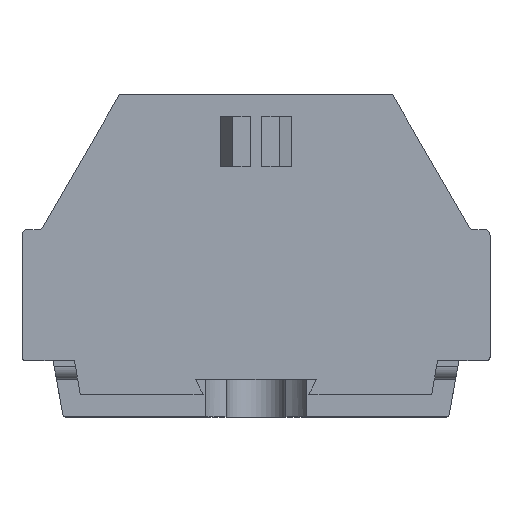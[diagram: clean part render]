
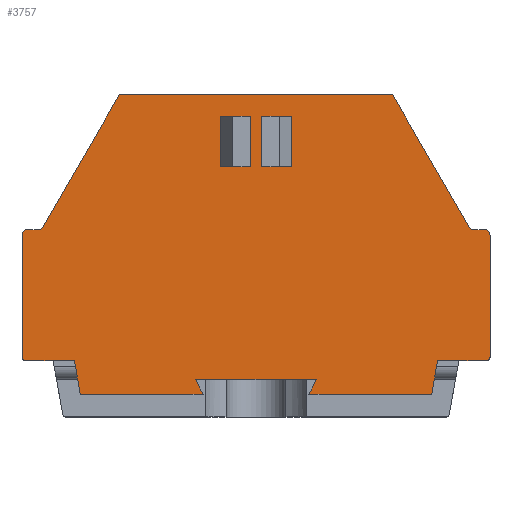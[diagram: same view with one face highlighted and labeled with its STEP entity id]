
A CAD part, top view. The second image highlights one B-rep face of the part: STEP entity #3757.
In plain terms, the highlighted planar face has unit normal (0, 0, 1).
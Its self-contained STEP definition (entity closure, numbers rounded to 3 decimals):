
#561=DIRECTION('',(1.,0.,0.));
#562=VECTOR('',#561,1.35);
#563=CARTESIAN_POINT('',(-1.85,13.35,5.));
#564=LINE('',#563,#562);
#565=DIRECTION('',(0.,1.,0.));
#566=VECTOR('',#565,2.7);
#567=CARTESIAN_POINT('',(-0.5,13.35,5.));
#568=LINE('',#567,#566);
#569=DIRECTION('',(1.,0.,0.));
#570=VECTOR('',#569,1.35);
#571=CARTESIAN_POINT('',(-1.85,16.05,5.));
#572=LINE('',#571,#570);
#573=DIRECTION('',(0.,1.,0.));
#574=VECTOR('',#573,2.7);
#575=CARTESIAN_POINT('',(-1.85,13.35,5.));
#576=LINE('',#575,#574);
#577=DIRECTION('',(1.,0.,0.));
#578=VECTOR('',#577,1.35);
#579=CARTESIAN_POINT('',(0.5,13.35,5.));
#580=LINE('',#579,#578);
#581=DIRECTION('',(0.,1.,0.));
#582=VECTOR('',#581,2.7);
#583=CARTESIAN_POINT('',(1.85,13.35,5.));
#584=LINE('',#583,#582);
#585=DIRECTION('',(1.,0.,0.));
#586=VECTOR('',#585,1.35);
#587=CARTESIAN_POINT('',(0.5,16.05,5.));
#588=LINE('',#587,#586);
#589=DIRECTION('',(0.,1.,0.));
#590=VECTOR('',#589,2.7);
#591=CARTESIAN_POINT('',(0.5,13.35,5.));
#592=LINE('',#591,#590);
#593=DIRECTION('',(0.438,0.899,0.));
#594=VECTOR('',#593,0.89);
#595=CARTESIAN_POINT('',(2.828,1.2,5.));
#596=LINE('',#595,#594);
#597=DIRECTION('',(1.,0.,0.));
#598=VECTOR('',#597,6.437);
#599=CARTESIAN_POINT('',(-3.218,2.,5.));
#600=LINE('',#599,#598);
#601=DIRECTION('',(0.438,-0.899,0.));
#602=VECTOR('',#601,0.89);
#603=CARTESIAN_POINT('',(-3.218,2.,5.));
#604=LINE('',#603,#602);
#605=DIRECTION('',(-1.,0.,0.));
#606=VECTOR('',#605,6.554);
#607=CARTESIAN_POINT('',(-2.828,1.2,5.));
#608=LINE('',#607,#606);
#609=DIRECTION('',(-0.174,0.985,0.));
#610=VECTOR('',#609,1.828);
#611=CARTESIAN_POINT('',(-9.383,1.2,5.));
#612=LINE('',#611,#610);
#613=CARTESIAN_POINT('',(-12.3,3.2,5.));
#614=DIRECTION('',(0.,0.,1.));
#615=DIRECTION('',(-1.,0.,0.));
#616=AXIS2_PLACEMENT_3D('',#613,#614,#615);
#618=DIRECTION('',(0.,-1.,0.));
#619=VECTOR('',#618,6.5);
#620=CARTESIAN_POINT('',(-12.5,9.7,5.));
#621=LINE('',#620,#619);
#622=CARTESIAN_POINT('',(-12.2,9.7,5.));
#623=DIRECTION('',(0.,0.,1.));
#624=DIRECTION('',(0.,1.,0.));
#625=AXIS2_PLACEMENT_3D('',#622,#623,#624);
#627=DIRECTION('',(-1.,0.,0.));
#628=VECTOR('',#627,0.57);
#629=CARTESIAN_POINT('',(-11.63,10.,5.));
#630=LINE('',#629,#628);
#631=CARTESIAN_POINT('',(-11.63,10.3,5.));
#632=DIRECTION('',(0.,0.,-1.));
#633=DIRECTION('',(0.866,-0.5,0.));
#634=AXIS2_PLACEMENT_3D('',#631,#632,#633);
#636=DIRECTION('',(0.5,0.866,0.));
#637=VECTOR('',#636,8.141);
#638=CARTESIAN_POINT('',(-11.37,10.15,5.));
#639=LINE('',#638,#637);
#640=DIRECTION('',(-1.,0.,0.));
#641=VECTOR('',#640,14.6);
#642=CARTESIAN_POINT('',(7.3,17.2,5.));
#643=LINE('',#642,#641);
#644=DIRECTION('',(0.5,-0.866,0.));
#645=VECTOR('',#644,8.141);
#646=CARTESIAN_POINT('',(7.3,17.2,5.));
#647=LINE('',#646,#645);
#648=CARTESIAN_POINT('',(11.63,10.3,5.));
#649=DIRECTION('',(0.,0.,-1.));
#650=DIRECTION('',(0.,-1.,0.));
#651=AXIS2_PLACEMENT_3D('',#648,#649,#650);
#653=DIRECTION('',(-1.,0.,0.));
#654=VECTOR('',#653,0.57);
#655=CARTESIAN_POINT('',(12.2,10.,5.));
#656=LINE('',#655,#654);
#657=CARTESIAN_POINT('',(12.2,9.7,5.));
#658=DIRECTION('',(0.,0.,1.));
#659=DIRECTION('',(1.,0.,0.));
#660=AXIS2_PLACEMENT_3D('',#657,#658,#659);
#662=DIRECTION('',(0.,1.,0.));
#663=VECTOR('',#662,6.5);
#664=CARTESIAN_POINT('',(12.5,3.2,5.));
#665=LINE('',#664,#663);
#666=CARTESIAN_POINT('',(12.3,3.2,5.));
#667=DIRECTION('',(0.,0.,1.));
#668=DIRECTION('',(0.,-1.,0.));
#669=AXIS2_PLACEMENT_3D('',#666,#667,#668);
#671=DIRECTION('',(-0.174,-0.985,0.));
#672=VECTOR('',#671,1.828);
#673=CARTESIAN_POINT('',(9.7,3.,5.));
#674=LINE('',#673,#672);
#675=DIRECTION('',(-1.,0.,0.));
#676=VECTOR('',#675,6.554);
#677=CARTESIAN_POINT('',(9.383,1.2,5.));
#678=LINE('',#677,#676);
#1271=DIRECTION('',(1.,0.,0.));
#1272=VECTOR('',#1271,2.6);
#1273=CARTESIAN_POINT('',(9.7,3.,5.));
#1274=LINE('',#1273,#1272);
#1307=DIRECTION('',(1.,0.,0.));
#1308=VECTOR('',#1307,2.6);
#1309=CARTESIAN_POINT('',(-12.3,3.,5.));
#1310=LINE('',#1309,#1308);
#2333=CARTESIAN_POINT('',(-11.37,10.15,5.));
#2334=CARTESIAN_POINT('',(-11.63,10.,5.));
#2335=VERTEX_POINT('',#2333);
#2336=VERTEX_POINT('',#2334);
#2337=CARTESIAN_POINT('',(-12.2,10.,5.));
#2338=VERTEX_POINT('',#2337);
#2339=CARTESIAN_POINT('',(-12.5,9.7,5.));
#2340=VERTEX_POINT('',#2339);
#2341=CARTESIAN_POINT('',(-12.5,3.2,5.));
#2342=VERTEX_POINT('',#2341);
#2343=CARTESIAN_POINT('',(-12.3,3.,5.));
#2344=VERTEX_POINT('',#2343);
#2345=CARTESIAN_POINT('',(12.3,3.,5.));
#2346=CARTESIAN_POINT('',(12.5,3.2,5.));
#2347=VERTEX_POINT('',#2345);
#2348=VERTEX_POINT('',#2346);
#2349=CARTESIAN_POINT('',(12.5,9.7,5.));
#2350=VERTEX_POINT('',#2349);
#2351=CARTESIAN_POINT('',(12.2,10.,5.));
#2352=VERTEX_POINT('',#2351);
#2353=CARTESIAN_POINT('',(11.63,10.,5.));
#2354=VERTEX_POINT('',#2353);
#2355=CARTESIAN_POINT('',(11.37,10.15,5.));
#2356=VERTEX_POINT('',#2355);
#2357=CARTESIAN_POINT('',(7.3,17.2,5.));
#2358=CARTESIAN_POINT('',(-7.3,17.2,5.));
#2359=VERTEX_POINT('',#2357);
#2360=VERTEX_POINT('',#2358);
#2393=CARTESIAN_POINT('',(9.7,3.,5.));
#2394=CARTESIAN_POINT('',(9.383,1.2,5.));
#2395=VERTEX_POINT('',#2393);
#2396=VERTEX_POINT('',#2394);
#2397=CARTESIAN_POINT('',(2.828,1.2,5.));
#2398=VERTEX_POINT('',#2397);
#2399=CARTESIAN_POINT('',(-2.828,1.2,5.));
#2400=CARTESIAN_POINT('',(-9.383,1.2,5.));
#2401=VERTEX_POINT('',#2399);
#2402=VERTEX_POINT('',#2400);
#2403=CARTESIAN_POINT('',(-9.7,3.,5.));
#2404=VERTEX_POINT('',#2403);
#2685=CARTESIAN_POINT('',(-1.85,13.35,5.));
#2686=CARTESIAN_POINT('',(-0.5,13.35,5.));
#2687=VERTEX_POINT('',#2685);
#2688=VERTEX_POINT('',#2686);
#2689=CARTESIAN_POINT('',(0.5,13.35,5.));
#2690=CARTESIAN_POINT('',(1.85,13.35,5.));
#2691=VERTEX_POINT('',#2689);
#2692=VERTEX_POINT('',#2690);
#2693=CARTESIAN_POINT('',(-1.85,16.05,5.));
#2694=CARTESIAN_POINT('',(-0.5,16.05,5.));
#2695=VERTEX_POINT('',#2693);
#2696=VERTEX_POINT('',#2694);
#2697=CARTESIAN_POINT('',(0.5,16.05,5.));
#2698=CARTESIAN_POINT('',(1.85,16.05,5.));
#2699=VERTEX_POINT('',#2697);
#2700=VERTEX_POINT('',#2698);
#2888=CARTESIAN_POINT('',(3.218,2.,5.));
#2889=VERTEX_POINT('',#2888);
#2890=CARTESIAN_POINT('',(-3.218,2.,5.));
#2891=VERTEX_POINT('',#2890);
#3688=CARTESIAN_POINT('',(0.,0.,5.));
#3689=DIRECTION('',(0.,0.,1.));
#3690=DIRECTION('',(1.,0.,0.));
#3691=AXIS2_PLACEMENT_3D('',#3688,#3689,#3690);
#3692=PLANE('',#3691);
#3694=ORIENTED_EDGE('',*,*,#3693,.T.);
#3696=ORIENTED_EDGE('',*,*,#3695,.F.);
#3698=ORIENTED_EDGE('',*,*,#3697,.T.);
#3700=ORIENTED_EDGE('',*,*,#3699,.T.);
#3702=ORIENTED_EDGE('',*,*,#3701,.T.);
#3704=ORIENTED_EDGE('',*,*,#3703,.F.);
#3706=ORIENTED_EDGE('',*,*,#3705,.F.);
#3708=ORIENTED_EDGE('',*,*,#3707,.F.);
#3710=ORIENTED_EDGE('',*,*,#3709,.F.);
#3712=ORIENTED_EDGE('',*,*,#3711,.F.);
#3714=ORIENTED_EDGE('',*,*,#3713,.F.);
#3716=ORIENTED_EDGE('',*,*,#3715,.T.);
#3717=ORIENTED_EDGE('',*,*,#3621,.F.);
#3718=ORIENTED_EDGE('',*,*,#3671,.T.);
#3720=ORIENTED_EDGE('',*,*,#3719,.F.);
#3722=ORIENTED_EDGE('',*,*,#3721,.F.);
#3724=ORIENTED_EDGE('',*,*,#3723,.F.);
#3726=ORIENTED_EDGE('',*,*,#3725,.F.);
#3728=ORIENTED_EDGE('',*,*,#3727,.F.);
#3730=ORIENTED_EDGE('',*,*,#3729,.F.);
#3732=ORIENTED_EDGE('',*,*,#3731,.T.);
#3734=ORIENTED_EDGE('',*,*,#3733,.T.);
#3735=EDGE_LOOP('',(#3694,#3696,#3698,#3700,#3702,#3704,#3706,#3708,#3710,#3712,
#3714,#3716,#3717,#3718,#3720,#3722,#3724,#3726,#3728,#3730,#3732,#3734));
#3736=FACE_OUTER_BOUND('',#3735,.F.);
#3738=ORIENTED_EDGE('',*,*,#3737,.T.);
#3740=ORIENTED_EDGE('',*,*,#3739,.T.);
#3742=ORIENTED_EDGE('',*,*,#3741,.F.);
#3744=ORIENTED_EDGE('',*,*,#3743,.F.);
#3745=EDGE_LOOP('',(#3738,#3740,#3742,#3744));
#3746=FACE_BOUND('',#3745,.F.);
#3748=ORIENTED_EDGE('',*,*,#3747,.T.);
#3750=ORIENTED_EDGE('',*,*,#3749,.T.);
#3752=ORIENTED_EDGE('',*,*,#3751,.F.);
#3754=ORIENTED_EDGE('',*,*,#3753,.F.);
#3755=EDGE_LOOP('',(#3748,#3750,#3752,#3754));
#3756=FACE_BOUND('',#3755,.F.);
#617=CIRCLE('',#616,0.2);
#626=CIRCLE('',#625,0.3);
#635=CIRCLE('',#634,0.3);
#652=CIRCLE('',#651,0.3);
#661=CIRCLE('',#660,0.3);
#670=CIRCLE('',#669,0.2);
#3621=EDGE_CURVE('',#2359,#2360,#643,.T.);
#3671=EDGE_CURVE('',#2359,#2356,#647,.T.);
#3693=EDGE_CURVE('',#2398,#2889,#596,.T.);
#3695=EDGE_CURVE('',#2891,#2889,#600,.T.);
#3697=EDGE_CURVE('',#2891,#2401,#604,.T.);
#3699=EDGE_CURVE('',#2401,#2402,#608,.T.);
#3701=EDGE_CURVE('',#2402,#2404,#612,.T.);
#3703=EDGE_CURVE('',#2344,#2404,#1310,.T.);
#3705=EDGE_CURVE('',#2342,#2344,#617,.T.);
#3707=EDGE_CURVE('',#2340,#2342,#621,.T.);
#3709=EDGE_CURVE('',#2338,#2340,#626,.T.);
#3711=EDGE_CURVE('',#2336,#2338,#630,.T.);
#3713=EDGE_CURVE('',#2335,#2336,#635,.T.);
#3715=EDGE_CURVE('',#2335,#2360,#639,.T.);
#3719=EDGE_CURVE('',#2354,#2356,#652,.T.);
#3721=EDGE_CURVE('',#2352,#2354,#656,.T.);
#3723=EDGE_CURVE('',#2350,#2352,#661,.T.);
#3725=EDGE_CURVE('',#2348,#2350,#665,.T.);
#3727=EDGE_CURVE('',#2347,#2348,#670,.T.);
#3729=EDGE_CURVE('',#2395,#2347,#1274,.T.);
#3731=EDGE_CURVE('',#2395,#2396,#674,.T.);
#3733=EDGE_CURVE('',#2396,#2398,#678,.T.);
#3737=EDGE_CURVE('',#2691,#2692,#580,.T.);
#3739=EDGE_CURVE('',#2692,#2700,#584,.T.);
#3741=EDGE_CURVE('',#2699,#2700,#588,.T.);
#3743=EDGE_CURVE('',#2691,#2699,#592,.T.);
#3747=EDGE_CURVE('',#2687,#2688,#564,.T.);
#3749=EDGE_CURVE('',#2688,#2696,#568,.T.);
#3751=EDGE_CURVE('',#2695,#2696,#572,.T.);
#3753=EDGE_CURVE('',#2687,#2695,#576,.T.);
#3757=ADVANCED_FACE('',(#3736,#3746,#3756),#3692,.T.);
